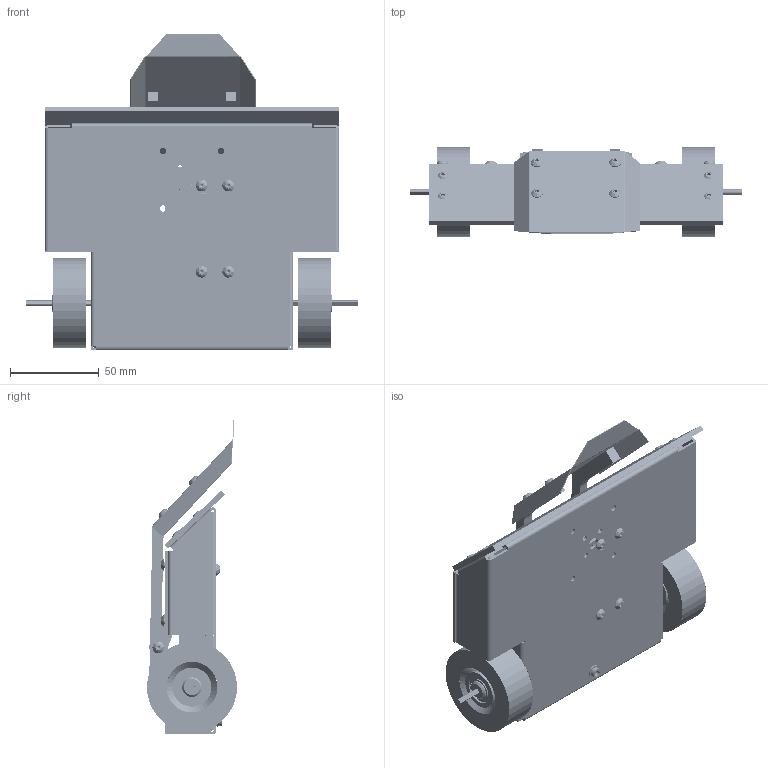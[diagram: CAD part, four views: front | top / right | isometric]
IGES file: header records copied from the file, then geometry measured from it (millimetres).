
Start section: SolidWorks IGES file using analytic representation for surfaces
Global section: file name: Viper Lifter add-on.IGS; native system: SolidWorks 2009; preprocessor: SolidWorks 2009; author: Kurtis; date: 150105.183520; units: inch
Bounding box: 187.32 x 50.8 x 178.79 mm (x, y, z)
Surface area: 189647.9 mm2 (no closed solid volume)
Topology: 0 solids, 0 shells, 3231 faces, 36252 edges, 36181 vertices
Faces by surface type: bspline 2115, revolution 1116
